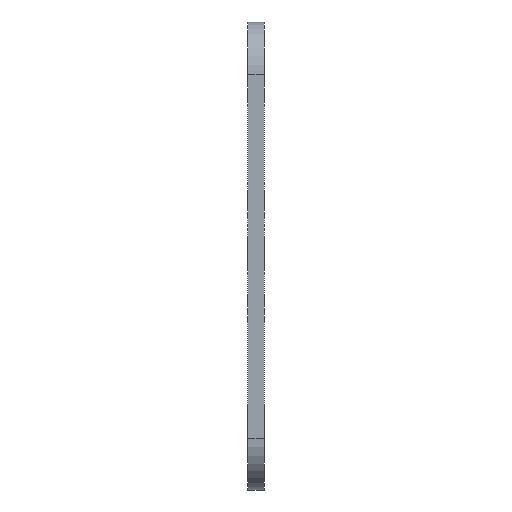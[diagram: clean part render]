
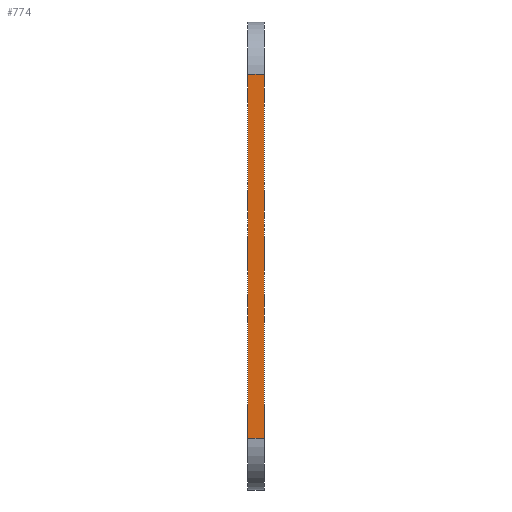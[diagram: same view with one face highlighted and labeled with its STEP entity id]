
A CAD part, front view. The second image highlights one B-rep face of the part: STEP entity #774.
In plain terms, the highlighted planar face has unit normal (0, -1, 0).
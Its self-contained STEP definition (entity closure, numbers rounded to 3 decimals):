
#155=FACE_OUTER_BOUND('',#261,.T.);
#261=EDGE_LOOP('',(#696,#697,#698,#699));
#321=LINE('',#1173,#337);
#322=LINE('',#1244,#338);
#326=LINE('',#1319,#342);
#333=LINE('',#1332,#349);
#337=VECTOR('',#931,70.);
#338=VECTOR('',#1002,70.);
#342=VECTOR('',#1078,3.175);
#349=VECTOR('',#1097,3.175);
#420=VERTEX_POINT('',#1158);
#427=VERTEX_POINT('',#1171);
#461=VERTEX_POINT('',#1241);
#462=VERTEX_POINT('',#1243);
#505=EDGE_CURVE('',#420,#427,#321,.T.);
#539=EDGE_CURVE('',#461,#462,#322,.T.);
#576=EDGE_CURVE('',#461,#420,#326,.T.);
#583=EDGE_CURVE('',#462,#427,#333,.T.);
#696=ORIENTED_EDGE('',*,*,#576,.T.);
#697=ORIENTED_EDGE('',*,*,#505,.T.);
#698=ORIENTED_EDGE('',*,*,#583,.F.);
#699=ORIENTED_EDGE('',*,*,#539,.F.);
#761=PLANE('',#887);
#774=ADVANCED_FACE('',(#155),#761,.T.);
#887=AXIS2_PLACEMENT_3D('',#1333,#1098,#1099);
#931=DIRECTION('',(0.,0.,-1.));
#1002=DIRECTION('',(0.,0.,-1.));
#1078=DIRECTION('',(-1.,0.,0.));
#1097=DIRECTION('',(-1.,0.,0.));
#1098=DIRECTION('center_axis',(0.,-1.,0.));
#1099=DIRECTION('ref_axis',(0.,0.,-1.));
#1158=CARTESIAN_POINT('',(0.,-80.,35.));
#1171=CARTESIAN_POINT('',(0.,-80.,-35.));
#1173=CARTESIAN_POINT('',(0.,-80.,35.));
#1241=CARTESIAN_POINT('',(3.175,-80.,35.));
#1243=CARTESIAN_POINT('',(3.175,-80.,-35.));
#1244=CARTESIAN_POINT('',(3.175,-80.,35.));
#1319=CARTESIAN_POINT('',(3.175,-80.,35.));
#1332=CARTESIAN_POINT('',(3.175,-80.,-35.));
#1333=CARTESIAN_POINT('Origin',(0.,-80.,45.));
